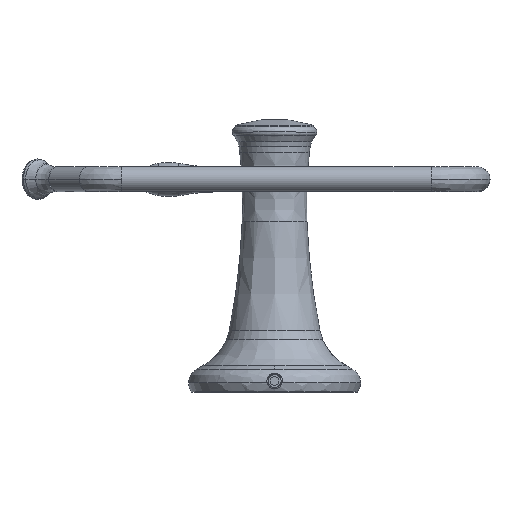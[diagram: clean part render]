
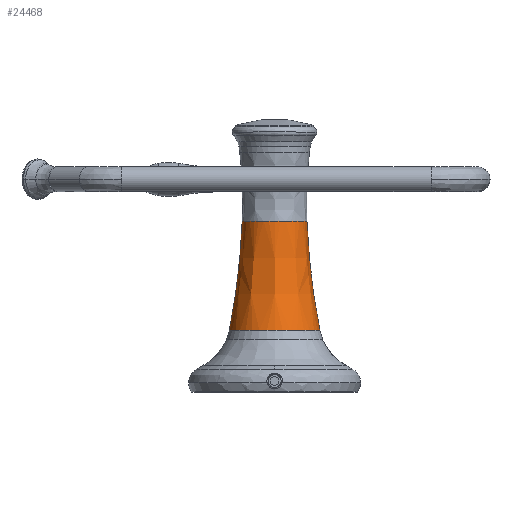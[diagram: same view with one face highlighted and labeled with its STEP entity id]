
A CAD part, top view. The second image highlights one B-rep face of the part: STEP entity #24468.
In plain terms, the highlighted free-form (B-spline) face has degree [3, 3] with [4, 4] control points.
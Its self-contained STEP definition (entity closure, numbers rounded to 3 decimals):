
#100 = CIRCLE ( 'NONE', #3680, 221.56 ) ;
#1372 = ORIENTED_EDGE ( 'NONE', *, *, #12780, .F. ) ;
#1375 = CARTESIAN_POINT ( 'NONE',  ( -10.454, 55.125, 20.907 ) ) ;
#2234 = DIRECTION ( 'NONE',  ( -1., 0., 0. ) ) ;
#2274 = AXIS2_PLACEMENT_3D ( 'NONE', #18218, #10959, #6979 ) ;
#2661 = VERTEX_POINT ( 'NONE', #7575 ) ;
#2683 = CIRCLE ( 'NONE', #16236, 221.56 ) ;
#3013 = CARTESIAN_POINT ( 'NONE',  ( 12.293, 31.504, 24.587 ) ) ;
#3463 = CIRCLE ( 'NONE', #5072, 10.454 ) ;
#3680 = AXIS2_PLACEMENT_3D ( 'NONE', #21979, #12466, #10714 ) ;
#4632 = CARTESIAN_POINT ( 'NONE',  ( 12.293, 31.504, 0. ) ) ;
#5034 = CARTESIAN_POINT ( 'NONE',  ( 14.625, 19.88, 0. ) ) ;
#5072 = AXIS2_PLACEMENT_3D ( 'NONE', #17478, #19470, #2234 ) ;
#5126 = CARTESIAN_POINT ( 'NONE',  ( -10.9, 43.278, 21.799 ) ) ;
#6503 = CARTESIAN_POINT ( 'NONE',  ( -14.625, 19.88, 29.251 ) ) ;
#6515 = CARTESIAN_POINT ( 'NONE',  ( 0., 19.88, 0. ) ) ;
#6627 = CARTESIAN_POINT ( 'NONE',  ( 10.9, 43.278, 0. ) ) ;
#6638 = DIRECTION ( 'NONE',  ( 0., -1., 0. ) ) ;
#6757 = CARTESIAN_POINT ( 'NONE',  ( -14.625, 19.88, 0. ) ) ;
#6979 = DIRECTION ( 'NONE',  ( -1., 0., 0. ) ) ;
#6989 = CARTESIAN_POINT ( 'NONE',  ( 10.9, 43.278, 21.799 ) ) ;
#7220 = VERTEX_POINT ( 'NONE', #19517 ) ;
#7575 = CARTESIAN_POINT ( 'NONE',  ( -14.625, 19.88, 0.146 ) ) ;
#7904 = CIRCLE ( 'NONE', #21903, 14.625 ) ;
#8265 = DIRECTION ( 'NONE',  ( -1., 0., 0. ) ) ;
#8864 = CARTESIAN_POINT ( 'NONE',  ( 14.625, 19.88, 0. ) ) ;
#9490 = VERTEX_POINT ( 'NONE', #19556 ) ;
#10267 = ORIENTED_EDGE ( 'NONE', *, *, #18988, .F. ) ;
#10365 = CARTESIAN_POINT ( 'NONE',  ( -10.454, 55.125, 0. ) ) ;
#10714 = DIRECTION ( 'NONE',  ( -1., 0., 0. ) ) ;
#10950 = DIRECTION ( 'NONE',  ( 0., 0., 1. ) ) ;
#10959 = DIRECTION ( 'NONE',  ( 0., -1., 0. ) ) ;
#12357 = CARTESIAN_POINT ( 'NONE',  ( -12.293, 31.504, 24.587 ) ) ;
#12466 = DIRECTION ( 'NONE',  ( 0., 0., -1. ) ) ;
#12546 = EDGE_CURVE ( 'NONE', #7220, #9490, #3463, .T. ) ;
#12736 = FACE_OUTER_BOUND ( 'NONE', #16856, .T. ) ;
#12780 = EDGE_CURVE ( 'NONE', #9490, #14754, #2683, .T. ) ;
#14125 = CARTESIAN_POINT ( 'NONE',  ( 10.454, 55.125, 20.907 ) ) ;
#14545 =( BOUNDED_SURFACE ( )  B_SPLINE_SURFACE ( 3, 3, ( 
 ( #23887, #14125, #1375, #10365 ),
 ( #6627, #6989, #5126, #17989 ),
 ( #4632, #3013, #12357, #16004 ),
 ( #8864, #23639, #6503, #6757 ) ),
 .UNSPECIFIED., .F., .F., .F. ) 
 B_SPLINE_SURFACE_WITH_KNOTS ( ( 4, 4 ),
 ( 4, 4 ),
 ( 0., 1. ),
 ( 0., 1. ),
 .UNSPECIFIED. ) 
 GEOMETRIC_REPRESENTATION_ITEM ( )  RATIONAL_B_SPLINE_SURFACE ( (
 ( 1., 0.333, 0.333, 1.),
 ( 0.998, 0.333, 0.333, 0.998),
 ( 0.998, 0.333, 0.333, 0.998),
 ( 1., 0.333, 0.333, 1.) ) ) 
 REPRESENTATION_ITEM ( '' )  SURFACE ( )  );
#14754 = VERTEX_POINT ( 'NONE', #5034 ) ;
#16004 = CARTESIAN_POINT ( 'NONE',  ( -12.293, 31.504, 0. ) ) ;
#16236 = AXIS2_PLACEMENT_3D ( 'NONE', #18955, #10950, #24361 ) ;
#16551 = ORIENTED_EDGE ( 'NONE', *, *, #23539, .T. ) ;
#16856 = EDGE_LOOP ( 'NONE', ( #1372, #23465, #16551, #10267, #21981 ) ) ;
#17174 = EDGE_CURVE ( 'NONE', #14754, #2661, #21048, .T. ) ;
#17478 = CARTESIAN_POINT ( 'NONE',  ( 0., 55.125, 0. ) ) ;
#17989 = CARTESIAN_POINT ( 'NONE',  ( -10.9, 43.278, 0. ) ) ;
#18218 = CARTESIAN_POINT ( 'NONE',  ( 0., 19.88, 0. ) ) ;
#18955 = CARTESIAN_POINT ( 'NONE',  ( 231.857, 63.461, 0. ) ) ;
#18988 = EDGE_CURVE ( 'NONE', #2661, #23353, #7904, .T. ) ;
#19470 = DIRECTION ( 'NONE',  ( 0., 1., 0. ) ) ;
#19517 = CARTESIAN_POINT ( 'NONE',  ( -10.454, 55.125, 0. ) ) ;
#19556 = CARTESIAN_POINT ( 'NONE',  ( 10.454, 55.125, 0. ) ) ;
#20898 = CARTESIAN_POINT ( 'NONE',  ( -14.625, 19.88, 0. ) ) ;
#21048 = CIRCLE ( 'NONE', #2274, 14.625 ) ;
#21903 = AXIS2_PLACEMENT_3D ( 'NONE', #6515, #6638, #8265 ) ;
#21979 = CARTESIAN_POINT ( 'NONE',  ( -231.857, 63.461, 0. ) ) ;
#21981 = ORIENTED_EDGE ( 'NONE', *, *, #17174, .F. ) ;
#23353 = VERTEX_POINT ( 'NONE', #20898 ) ;
#23465 = ORIENTED_EDGE ( 'NONE', *, *, #12546, .F. ) ;
#23539 = EDGE_CURVE ( 'NONE', #7220, #23353, #100, .T. ) ;
#23639 = CARTESIAN_POINT ( 'NONE',  ( 14.625, 19.88, 29.251 ) ) ;
#23887 = CARTESIAN_POINT ( 'NONE',  ( 10.454, 55.125, 0. ) ) ;
#24361 = DIRECTION ( 'NONE',  ( 1., 0., 0. ) ) ;
#24468 = ADVANCED_FACE ( 'NONE', ( #12736 ), #14545, .F. ) ;
